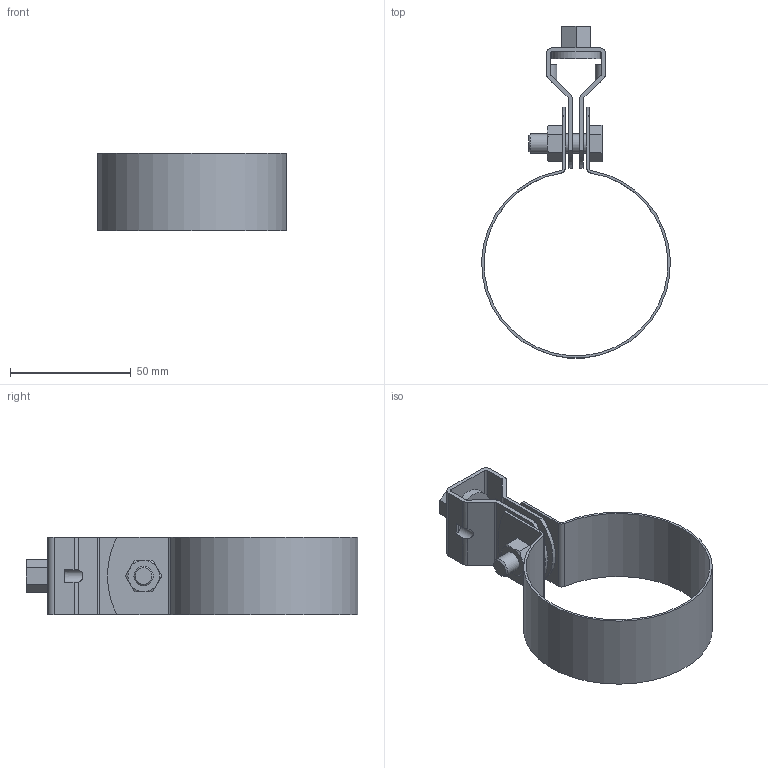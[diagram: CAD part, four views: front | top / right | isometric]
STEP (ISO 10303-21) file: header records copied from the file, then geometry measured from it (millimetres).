
FILE_DESCRIPTION( ( 'STEP AP203' ), '1' );
FILE_NAME( '65A.step', '2022-07-12T04:40:26', ( ' ' ), ( ' ' ), 'XStep 1.0', ' ', ' ' );
FILE_SCHEMA( ( 'CONFIG_CONTROL_DESIGN' ) );
Length unit declared in the file: millimetre
Products named in the file (5): 1; 2; 3; 4; 5
Bounding box: 78.22 x 137.64 x 32 mm (x, y, z)
Volume: 18861.2 mm3; surface area: 29655.5 mm2
Topology: 5 solids, 5 shells, 114 faces, 308 edges, 202 vertices
Faces by surface type: plane 60, cylinder 45, cone 9
Full cylindrical faces by diameter (mm): 6.647 x1, 8 x1, 8.5 x1, 9 x2, 10.5 x2, 15 x1, 20 x1
Entity records: 3836 total; most frequent: CARTESIAN_POINT 731, DIRECTION 606, ORIENTED_EDGE 586, EDGE_CURVE 293, AXIS2_PLACEMENT_3D 214, VERTEX_POINT 199, LINE 178, VECTOR 178
